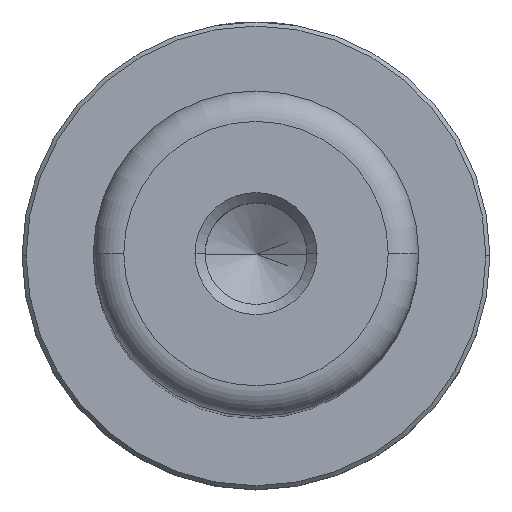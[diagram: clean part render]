
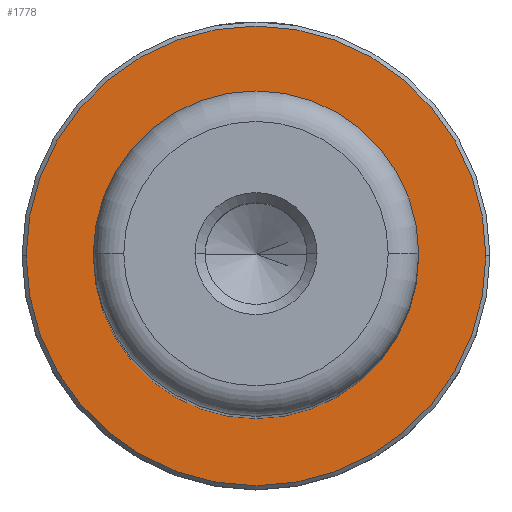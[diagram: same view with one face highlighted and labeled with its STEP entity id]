
A CAD part, top view. The second image highlights one B-rep face of the part: STEP entity #1778.
In plain terms, the highlighted planar face has unit normal (0, 0, 1).
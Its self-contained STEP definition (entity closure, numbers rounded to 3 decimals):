
#43 = CARTESIAN_POINT ( 'NONE',  ( 0., 0., 15. ) ) ;
#57 = DIRECTION ( 'NONE',  ( -1., 0., 0. ) ) ;
#103 = AXIS2_PLACEMENT_3D ( 'NONE', #290, #817, #1946 ) ;
#229 = CARTESIAN_POINT ( 'NONE',  ( -11.3, 0., 15. ) ) ;
#243 = AXIS2_PLACEMENT_3D ( 'NONE', #984, #833, #847 ) ;
#290 = CARTESIAN_POINT ( 'NONE',  ( 0., 0., 15. ) ) ;
#300 = CARTESIAN_POINT ( 'NONE',  ( 0., 0., 15. ) ) ;
#401 = EDGE_CURVE ( 'NONE', #1102, #534, #1726, .T. ) ;
#420 = EDGE_CURVE ( 'NONE', #1906, #1889, #1592, .T. ) ;
#476 = DIRECTION ( 'NONE',  ( 1., 0., 0. ) ) ;
#479 = AXIS2_PLACEMENT_3D ( 'NONE', #43, #607, #57 ) ;
#493 = EDGE_CURVE ( 'NONE', #1889, #1906, #496, .T. ) ;
#496 = CIRCLE ( 'NONE', #1170, 7.5 ) ;
#530 = EDGE_LOOP ( 'NONE', ( #1705, #1001 ) ) ;
#534 = VERTEX_POINT ( 'NONE', #229 ) ;
#607 = DIRECTION ( 'NONE',  ( 0., 0., -1. ) ) ;
#662 = DIRECTION ( 'NONE',  ( -1., 0., 0. ) ) ;
#677 = DIRECTION ( 'NONE',  ( 0., 0., -1. ) ) ;
#726 = CARTESIAN_POINT ( 'NONE',  ( 0., 0., 15. ) ) ;
#817 = DIRECTION ( 'NONE',  ( 0., 0., 1. ) ) ;
#833 = DIRECTION ( 'NONE',  ( 0., 0., 1. ) ) ;
#847 = DIRECTION ( 'NONE',  ( 1., 0., 0. ) ) ;
#858 = ORIENTED_EDGE ( 'NONE', *, *, #1786, .T. ) ;
#945 = ORIENTED_EDGE ( 'NONE', *, *, #401, .T. ) ;
#984 = CARTESIAN_POINT ( 'NONE',  ( 0., 0., 15. ) ) ;
#1001 = ORIENTED_EDGE ( 'NONE', *, *, #493, .T. ) ;
#1102 = VERTEX_POINT ( 'NONE', #1158 ) ;
#1146 = PLANE ( 'NONE',  #103 ) ;
#1158 = CARTESIAN_POINT ( 'NONE',  ( 11.3, 0., 15. ) ) ;
#1170 = AXIS2_PLACEMENT_3D ( 'NONE', #726, #677, #662 ) ;
#1213 = FACE_BOUND ( 'NONE', #530, .T. ) ;
#1358 = CARTESIAN_POINT ( 'NONE',  ( 7.5, 0., 15. ) ) ;
#1502 = DIRECTION ( 'NONE',  ( 0., 0., 1. ) ) ;
#1556 = EDGE_LOOP ( 'NONE', ( #858, #945 ) ) ;
#1592 = CIRCLE ( 'NONE', #479, 7.5 ) ;
#1705 = ORIENTED_EDGE ( 'NONE', *, *, #420, .T. ) ;
#1706 = CARTESIAN_POINT ( 'NONE',  ( -7.5, 0., 15. ) ) ;
#1726 = CIRCLE ( 'NONE', #243, 11.3 ) ;
#1778 = ADVANCED_FACE ( 'NONE', ( #2084, #1213 ), #1146, .T. ) ;
#1786 = EDGE_CURVE ( 'NONE', #534, #1102, #1995, .T. ) ;
#1825 = AXIS2_PLACEMENT_3D ( 'NONE', #300, #1502, #476 ) ;
#1889 = VERTEX_POINT ( 'NONE', #1358 ) ;
#1906 = VERTEX_POINT ( 'NONE', #1706 ) ;
#1946 = DIRECTION ( 'NONE',  ( 1., 0., 0. ) ) ;
#1995 = CIRCLE ( 'NONE', #1825, 11.3 ) ;
#2084 = FACE_OUTER_BOUND ( 'NONE', #1556, .T. ) ;
